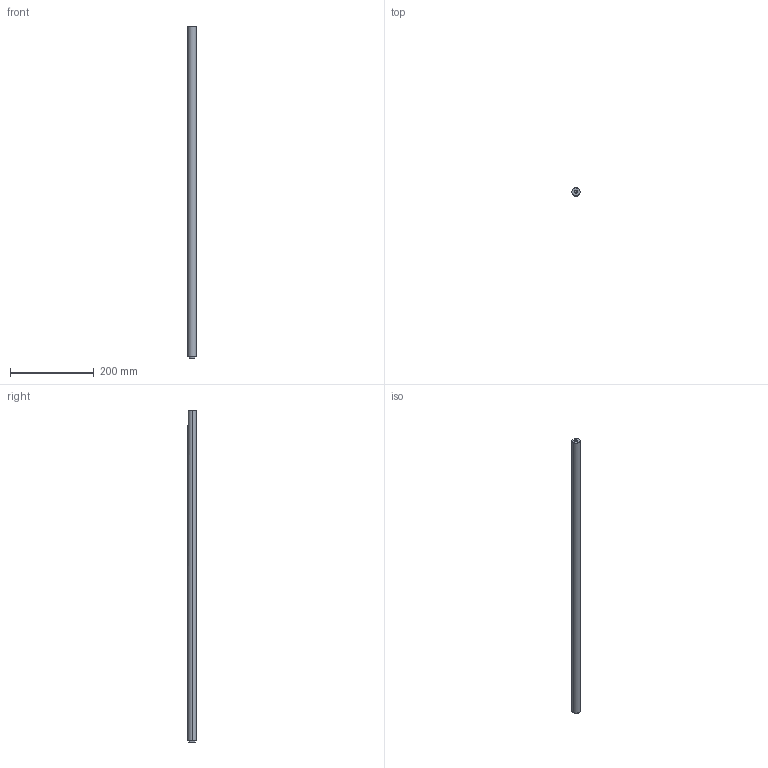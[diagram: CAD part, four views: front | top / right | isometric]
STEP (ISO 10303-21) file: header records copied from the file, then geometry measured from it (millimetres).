
FILE_DESCRIPTION (( 'STEP AP214' ), '1' );
FILE_NAME ('Axe.STEP', '2023-01-09T12:16:23', ( '' ), ( '' ), 'SwSTEP 2.0', 'SolidWorks 2019', '' );
FILE_SCHEMA (( 'AUTOMOTIVE_DESIGN' ));
Length unit declared in the file: millimetre
Products named in the file (1): Axe
Bounding box: 20 x 20 x 795 mm (x, y, z)
Volume: 247037 mm3; surface area: 51634.7 mm2
Topology: 1 solids, 1 shells, 21 faces, 50 edges, 30 vertices
Faces by surface type: cylinder 9, plane 8, cone 4
Entity records: 689 total; most frequent: CARTESIAN_POINT 129, DIRECTION 107, ORIENTED_EDGE 92, EDGE_CURVE 46, AXIS2_PLACEMENT_3D 40, VERTEX_POINT 30, VECTOR 27, LINE 27
